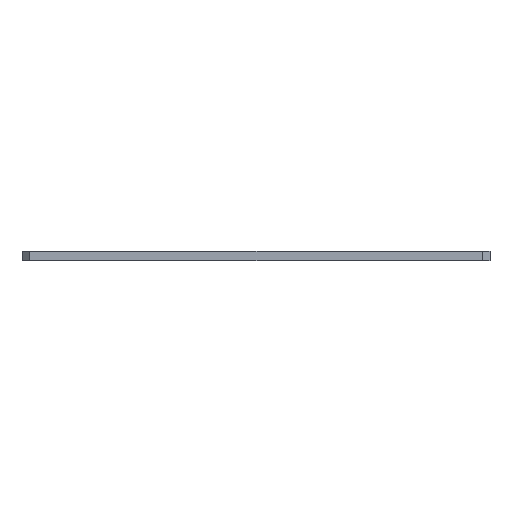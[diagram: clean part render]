
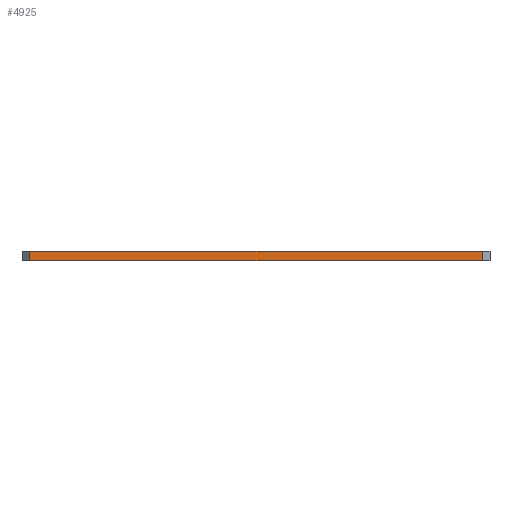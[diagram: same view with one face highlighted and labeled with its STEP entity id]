
A CAD part, front view. The second image highlights one B-rep face of the part: STEP entity #4925.
In plain terms, the highlighted planar face has unit normal (0, -1, 0).
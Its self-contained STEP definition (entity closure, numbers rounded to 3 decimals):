
#83 = PLANE('',#84);
#84 = AXIS2_PLACEMENT_3D('',#85,#86,#87);
#85 = CARTESIAN_POINT('',(148.501,-108.784,1.6));
#86 = DIRECTION('',(-0.,-0.,-1.));
#87 = DIRECTION('',(-1.,0.,0.));
#137 = PLANE('',#138);
#138 = AXIS2_PLACEMENT_3D('',#139,#140,#141);
#139 = CARTESIAN_POINT('',(148.501,-108.784,0.));
#140 = DIRECTION('',(-0.,-0.,-1.));
#141 = DIRECTION('',(-1.,0.,0.));
#442 = VERTEX_POINT('',#443);
#443 = CARTESIAN_POINT('',(185.331,-140.564,0.));
#457 = PLANE('',#458);
#458 = AXIS2_PLACEMENT_3D('',#459,#460,#461);
#459 = CARTESIAN_POINT('',(186.601,-139.294,0.));
#460 = DIRECTION('',(0.707,-0.707,0.));
#461 = DIRECTION('',(-0.707,-0.707,0.));
#469 = EDGE_CURVE('',#442,#470,#472,.T.);
#470 = VERTEX_POINT('',#471);
#471 = CARTESIAN_POINT('',(111.671,-140.564,0.));
#472 = SURFACE_CURVE('',#473,(#477,#484),.PCURVE_S1.);
#473 = LINE('',#474,#475);
#474 = CARTESIAN_POINT('',(185.331,-140.564,0.));
#475 = VECTOR('',#476,1.);
#476 = DIRECTION('',(-1.,0.,0.));
#477 = PCURVE('',#137,#478);
#478 = DEFINITIONAL_REPRESENTATION('',(#479),#483);
#479 = LINE('',#480,#481);
#480 = CARTESIAN_POINT('',(-36.83,-31.779));
#481 = VECTOR('',#482,1.);
#482 = DIRECTION('',(1.,0.));
#483 = ( GEOMETRIC_REPRESENTATION_CONTEXT(2) 
PARAMETRIC_REPRESENTATION_CONTEXT() REPRESENTATION_CONTEXT('2D SPACE',''
  ) );
#484 = PCURVE('',#485,#490);
#485 = PLANE('',#486);
#486 = AXIS2_PLACEMENT_3D('',#487,#488,#489);
#487 = CARTESIAN_POINT('',(185.331,-140.564,0.));
#488 = DIRECTION('',(0.,-1.,0.));
#489 = DIRECTION('',(-1.,0.,0.));
#490 = DEFINITIONAL_REPRESENTATION('',(#491),#495);
#491 = LINE('',#492,#493);
#492 = CARTESIAN_POINT('',(0.,-0.));
#493 = VECTOR('',#494,1.);
#494 = DIRECTION('',(1.,0.));
#495 = ( GEOMETRIC_REPRESENTATION_CONTEXT(2) 
PARAMETRIC_REPRESENTATION_CONTEXT() REPRESENTATION_CONTEXT('2D SPACE',''
  ) );
#513 = PLANE('',#514);
#514 = AXIS2_PLACEMENT_3D('',#515,#516,#517);
#515 = CARTESIAN_POINT('',(111.671,-140.564,0.));
#516 = DIRECTION('',(-0.707,-0.707,0.));
#517 = DIRECTION('',(-0.707,0.707,0.));
#2740 = VERTEX_POINT('',#2741);
#2741 = CARTESIAN_POINT('',(185.331,-140.564,1.6));
#2762 = EDGE_CURVE('',#2740,#2763,#2765,.T.);
#2763 = VERTEX_POINT('',#2764);
#2764 = CARTESIAN_POINT('',(111.671,-140.564,1.6));
#2765 = SURFACE_CURVE('',#2766,(#2770,#2777),.PCURVE_S1.);
#2766 = LINE('',#2767,#2768);
#2767 = CARTESIAN_POINT('',(185.331,-140.564,1.6));
#2768 = VECTOR('',#2769,1.);
#2769 = DIRECTION('',(-1.,0.,0.));
#2770 = PCURVE('',#83,#2771);
#2771 = DEFINITIONAL_REPRESENTATION('',(#2772),#2776);
#2772 = LINE('',#2773,#2774);
#2773 = CARTESIAN_POINT('',(-36.83,-31.779));
#2774 = VECTOR('',#2775,1.);
#2775 = DIRECTION('',(1.,0.));
#2776 = ( GEOMETRIC_REPRESENTATION_CONTEXT(2) 
PARAMETRIC_REPRESENTATION_CONTEXT() REPRESENTATION_CONTEXT('2D SPACE',''
  ) );
#2777 = PCURVE('',#485,#2778);
#2778 = DEFINITIONAL_REPRESENTATION('',(#2779),#2783);
#2779 = LINE('',#2780,#2781);
#2780 = CARTESIAN_POINT('',(0.,-1.6));
#2781 = VECTOR('',#2782,1.);
#2782 = DIRECTION('',(1.,0.));
#2783 = ( GEOMETRIC_REPRESENTATION_CONTEXT(2) 
PARAMETRIC_REPRESENTATION_CONTEXT() REPRESENTATION_CONTEXT('2D SPACE',''
  ) );
#4875 = EDGE_CURVE('',#470,#2763,#4876,.T.);
#4876 = SURFACE_CURVE('',#4877,(#4881,#4888),.PCURVE_S1.);
#4877 = LINE('',#4878,#4879);
#4878 = CARTESIAN_POINT('',(111.671,-140.564,0.));
#4879 = VECTOR('',#4880,1.);
#4880 = DIRECTION('',(0.,0.,1.));
#4881 = PCURVE('',#513,#4882);
#4882 = DEFINITIONAL_REPRESENTATION('',(#4883),#4887);
#4883 = LINE('',#4884,#4885);
#4884 = CARTESIAN_POINT('',(0.,0.));
#4885 = VECTOR('',#4886,1.);
#4886 = DIRECTION('',(0.,-1.));
#4887 = ( GEOMETRIC_REPRESENTATION_CONTEXT(2) 
PARAMETRIC_REPRESENTATION_CONTEXT() REPRESENTATION_CONTEXT('2D SPACE',''
  ) );
#4888 = PCURVE('',#485,#4889);
#4889 = DEFINITIONAL_REPRESENTATION('',(#4890),#4894);
#4890 = LINE('',#4891,#4892);
#4891 = CARTESIAN_POINT('',(73.66,0.));
#4892 = VECTOR('',#4893,1.);
#4893 = DIRECTION('',(0.,-1.));
#4894 = ( GEOMETRIC_REPRESENTATION_CONTEXT(2) 
PARAMETRIC_REPRESENTATION_CONTEXT() REPRESENTATION_CONTEXT('2D SPACE',''
  ) );
#4904 = EDGE_CURVE('',#442,#2740,#4905,.T.);
#4905 = SURFACE_CURVE('',#4906,(#4910,#4917),.PCURVE_S1.);
#4906 = LINE('',#4907,#4908);
#4907 = CARTESIAN_POINT('',(185.331,-140.564,0.));
#4908 = VECTOR('',#4909,1.);
#4909 = DIRECTION('',(0.,0.,1.));
#4910 = PCURVE('',#457,#4911);
#4911 = DEFINITIONAL_REPRESENTATION('',(#4912),#4916);
#4912 = LINE('',#4913,#4914);
#4913 = CARTESIAN_POINT('',(1.796,0.));
#4914 = VECTOR('',#4915,1.);
#4915 = DIRECTION('',(0.,-1.));
#4916 = ( GEOMETRIC_REPRESENTATION_CONTEXT(2) 
PARAMETRIC_REPRESENTATION_CONTEXT() REPRESENTATION_CONTEXT('2D SPACE',''
  ) );
#4917 = PCURVE('',#485,#4918);
#4918 = DEFINITIONAL_REPRESENTATION('',(#4919),#4923);
#4919 = LINE('',#4920,#4921);
#4920 = CARTESIAN_POINT('',(0.,-0.));
#4921 = VECTOR('',#4922,1.);
#4922 = DIRECTION('',(0.,-1.));
#4923 = ( GEOMETRIC_REPRESENTATION_CONTEXT(2) 
PARAMETRIC_REPRESENTATION_CONTEXT() REPRESENTATION_CONTEXT('2D SPACE',''
  ) );
#4925 = ADVANCED_FACE('',(#4926),#485,.T.);
#4926 = FACE_BOUND('',#4927,.T.);
#4927 = EDGE_LOOP('',(#4928,#4929,#4930,#4931));
#4928 = ORIENTED_EDGE('',*,*,#4904,.T.);
#4929 = ORIENTED_EDGE('',*,*,#2762,.T.);
#4930 = ORIENTED_EDGE('',*,*,#4875,.F.);
#4931 = ORIENTED_EDGE('',*,*,#469,.F.);
